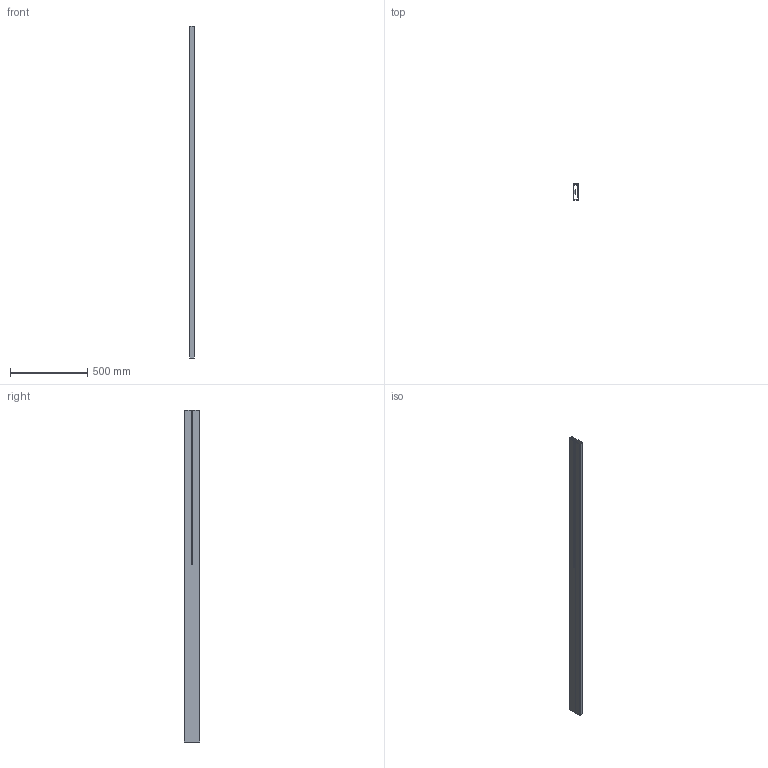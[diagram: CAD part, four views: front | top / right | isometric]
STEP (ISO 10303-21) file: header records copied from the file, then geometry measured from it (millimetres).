
FILE_DESCRIPTION (( 'STEP AP203' ), '1' );
FILE_NAME ('alüminyumprofil2150.IGS_Default_sldprt.STEP', '2023-01-17T08:18:38', ( '' ), ( '' ), 'SwSTEP 2.0', 'SolidWorks 2019', '' );
FILE_SCHEMA (( 'CONFIG_CONTROL_DESIGN' ));
Length unit declared in the file: millimetre
Products named in the file (1): alüminyumprofil2150.IGS_Default_sldprt
Bounding box: 30 x 100 x 2150 mm (x, y, z)
Volume: 1429656.3 mm3; surface area: 1205880.7 mm2
Topology: 1 solids, 1 shells, 54 faces, 156 edges, 104 vertices
Faces by surface type: bspline 54
Entity records: 1764 total; most frequent: CARTESIAN_POINT 743, ORIENTED_EDGE 312, EDGE_CURVE 156, B_SPLINE_CURVE_WITH_KNOTS 153, VERTEX_POINT 104, EDGE_LOOP 56, FACE_OUTER_BOUND 54, ADVANCED_FACE 54
